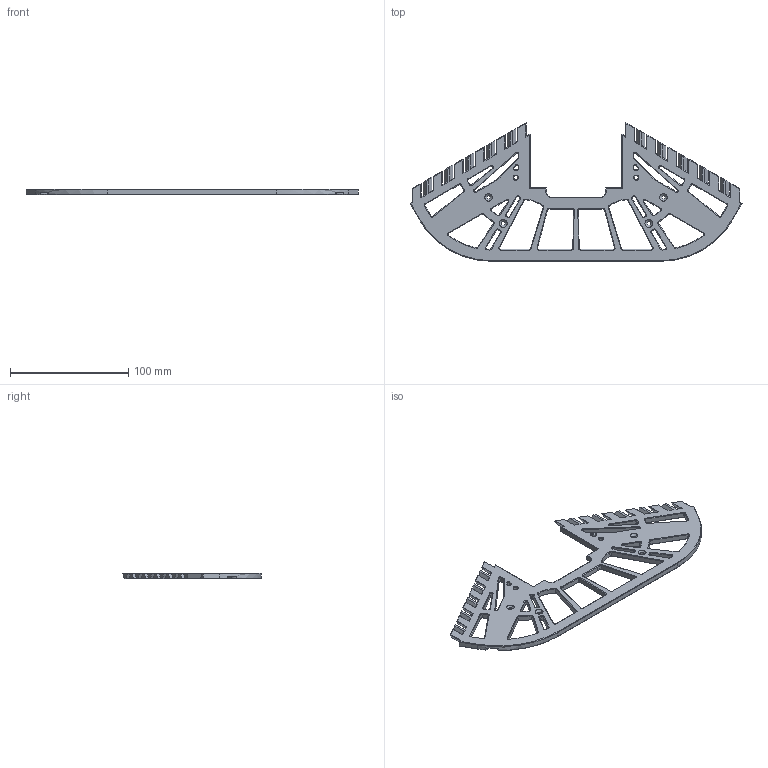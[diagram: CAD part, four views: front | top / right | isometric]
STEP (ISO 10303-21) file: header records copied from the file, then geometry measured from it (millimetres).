
FILE_DESCRIPTION (( 'STEP AP214' ), '1' );
FILE_NAME ('frame_top_front.STEP', '2023-05-01T22:43:09', ( '' ), ( '' ), 'SwSTEP 2.0', 'SolidWorks 2021', '' );
FILE_SCHEMA (( 'AUTOMOTIVE_DESIGN' ));
Length unit declared in the file: millimetre
Products named in the file (1): frame_top_front
Bounding box: 280.79 x 117.15 x 5 mm (x, y, z)
Volume: 63095.1 mm3; surface area: 39755.6 mm2
Topology: 1 solids, 1 shells, 981 faces, 2487 edges, 1526 vertices
Faces by surface type: plane 516, cone 271, cylinder 149, bspline 45
Entity records: 31361 total; most frequent: CARTESIAN_POINT 7615, ORIENTED_EDGE 4974, DIRECTION 4849, EDGE_CURVE 2487, LINE 1793, VECTOR 1793, AXIS2_PLACEMENT_3D 1528, VERTEX_POINT 1526
